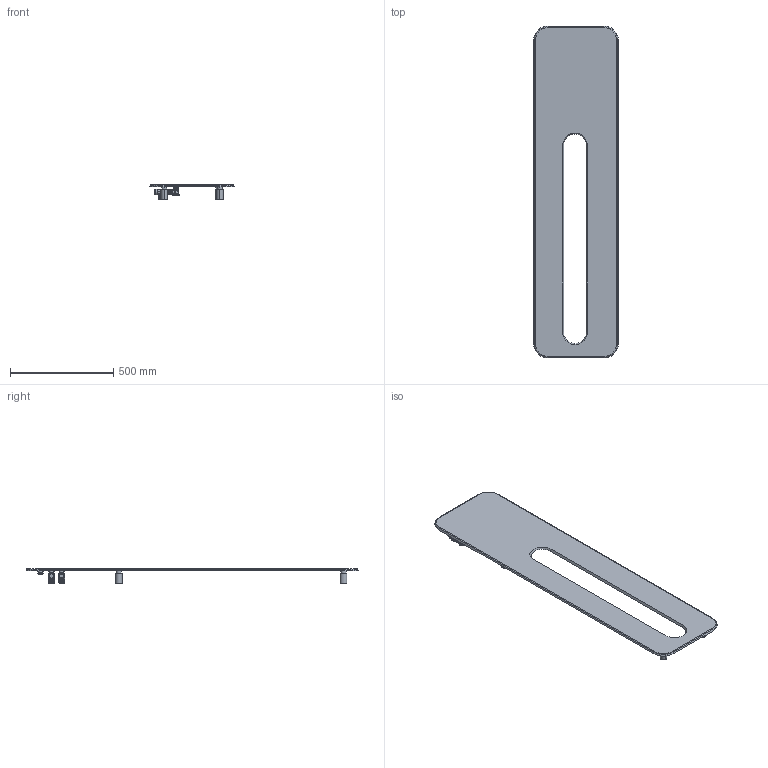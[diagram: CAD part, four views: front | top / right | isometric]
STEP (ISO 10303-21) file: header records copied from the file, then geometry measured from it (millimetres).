
FILE_DESCRIPTION((''),'2;1');
FILE_NAME('3540806100021_3D_SITO_ASM','2022-10-21T14:08:42',('PC132'),(''),'CREO PARAMETRIC BY PTC INC, 2022124','CREO PARAMETRIC BY PTC INC, 2022124','');
FILE_SCHEMA(('AUTOMOTIVE_DESIGN { 1 0 10303 214 1 1 1 1 }'));
Length unit declared in the file: millimetre
Products named in the file (19): 3540806100021_3D_SITO; 1041001240010; 599199_AN_OTTONE_18; 599199_AN_GOMMA_18; 1991990000018_ASM; 1006171240047; 1006171240097; 1103000000277_ASM; CORPO_VALVOLA_ELEGANT_SQUAD; TAPPO_DETENTORA_VAL_ELEGANT; RIDUTTORE_VALVOLA_ELEGANT; GHIERA_D_22_VAL_ELEGANT; GUARNIZIONE_CONICA_VALV_ELEGANT; ANELLO_VALVOLA_ELEGANT; AN_STRINGITUBO_14_VAL_ELEGANT; GHIERA_D_17_VAL_ELEGANT; DETENTORE_ELE_SQ_HUMAN_LIVING_ASM; 1103000000287_ASM; 3540806100021_3D_SITO_ASM
Assembly tree (24 placements, depth 4):
  3540806100021_3D_SITO_ASM
    3540806100021_3D_SITO
    1041001240010
    1103000000277_ASM
      1991990000018_ASM  x4
        599199_AN_OTTONE_18
        599199_AN_GOMMA_18
      1006171240047  x2
      1006171240097  x2
    1103000000287_ASM
      DETENTORE_ELE_SQ_HUMAN_LIVING_ASM  x2
        CORPO_VALVOLA_ELEGANT_SQUAD
        TAPPO_DETENTORA_VAL_ELEGANT
        RIDUTTORE_VALVOLA_ELEGANT
        GHIERA_D_22_VAL_ELEGANT
        GUARNIZIONE_CONICA_VALV_ELEGANT
        ANELLO_VALVOLA_ELEGANT
        AN_STRINGITUBO_14_VAL_ELEGANT
        GHIERA_D_17_VAL_ELEGANT
Bounding box: 409.97 x 1609.97 x 71 mm (x, y, z)
Volume: 5620012.9 mm3; surface area: 1248635.6 mm2
Topology: 31 solids, 47 shells, 990 faces, 2165 edges, 1272 vertices
Faces by surface type: cylinder 362, plane 212, torus 180, cone 140, bspline 96
Entity records: 20893 total; most frequent: CARTESIAN_POINT 6414, DIRECTION 2746, ORIENTED_EDGE 2292, AXIS2_PLACEMENT_3D 1176, EDGE_CURVE 1160, VERTEX_POINT 689, CIRCLE 620, EDGE_LOOP 589
